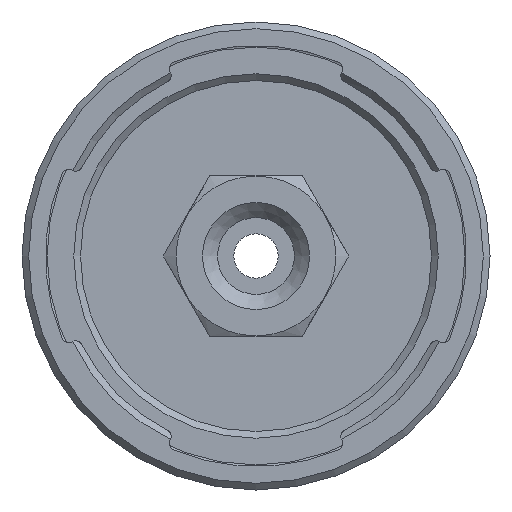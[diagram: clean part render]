
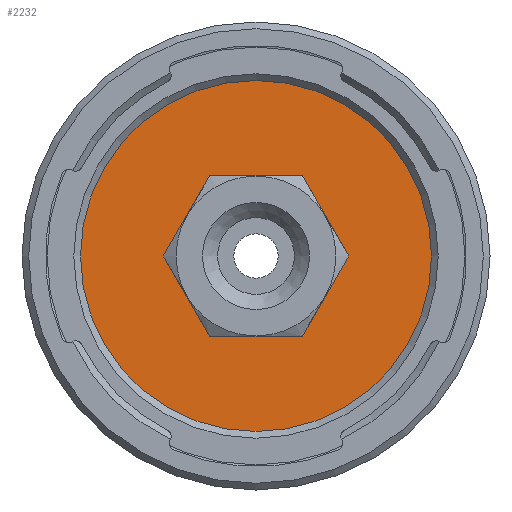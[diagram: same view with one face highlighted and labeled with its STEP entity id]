
A CAD part, left-side view. The second image highlights one B-rep face of the part: STEP entity #2232.
In plain terms, the highlighted planar face has unit normal (-1, 0, 0).
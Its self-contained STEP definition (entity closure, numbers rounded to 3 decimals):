
#1978=CARTESIAN_POINT('',(9.0,26.25,0.0));
#1979=VERTEX_POINT('',#1978);
#1980=CARTESIAN_POINT('',(9.0,0.0,0.0));
#1981=DIRECTION('',(1.0,0.0,0.0));
#1982=DIRECTION('',(0.0,1.0,0.0));
#1983=AXIS2_PLACEMENT_3D('',#1980,#1981,#1982);
#1984=CIRCLE('',#1983,26.25);
#1985=EDGE_CURVE('',#1979,#1979,#1984,.T.);
#2008=CARTESIAN_POINT('',(9.0,-6.928,12.));
#2009=VERTEX_POINT('',#2008);
#2016=CARTESIAN_POINT('',(9.0,6.928,12.));
#2017=VERTEX_POINT('',#2016);
#2018=CARTESIAN_POINT('',(9.0,6.928,12.));
#2019=DIRECTION('',(0.0,-1.0,0.0));
#2020=VECTOR('',#2019,13.856);
#2021=LINE('',#2018,#2020);
#2022=EDGE_CURVE('',#2017,#2009,#2021,.T.);
#2047=CARTESIAN_POINT('',(9.0,13.856,0.));
#2048=VERTEX_POINT('',#2047);
#2049=CARTESIAN_POINT('',(9.0,13.856,0.));
#2050=DIRECTION('',(0.0,-0.5,0.866));
#2051=VECTOR('',#2050,13.856);
#2052=LINE('',#2049,#2051);
#2053=EDGE_CURVE('',#2048,#2017,#2052,.T.);
#2078=CARTESIAN_POINT('',(9.0,6.928,-12.));
#2079=VERTEX_POINT('',#2078);
#2080=CARTESIAN_POINT('',(9.0,6.928,-12.));
#2081=DIRECTION('',(0.0,0.5,0.866));
#2082=VECTOR('',#2081,13.856);
#2083=LINE('',#2080,#2082);
#2084=EDGE_CURVE('',#2079,#2048,#2083,.T.);
#2109=CARTESIAN_POINT('',(9.0,-6.928,-12.));
#2110=VERTEX_POINT('',#2109);
#2111=CARTESIAN_POINT('',(9.0,-6.928,-12.));
#2112=DIRECTION('',(0.0,1.0,0.0));
#2113=VECTOR('',#2112,13.856);
#2114=LINE('',#2111,#2113);
#2115=EDGE_CURVE('',#2110,#2079,#2114,.T.);
#2140=CARTESIAN_POINT('',(9.0,-13.856,0.));
#2141=VERTEX_POINT('',#2140);
#2142=CARTESIAN_POINT('',(9.0,-13.856,0.));
#2143=DIRECTION('',(0.0,0.5,-0.866));
#2144=VECTOR('',#2143,13.856);
#2145=LINE('',#2142,#2144);
#2146=EDGE_CURVE('',#2141,#2110,#2145,.T.);
#2169=CARTESIAN_POINT('',(9.0,-6.928,12.));
#2170=DIRECTION('',(0.0,-0.5,-0.866));
#2171=VECTOR('',#2170,13.856);
#2172=LINE('',#2169,#2171);
#2173=EDGE_CURVE('',#2009,#2141,#2172,.T.);
#2216=CARTESIAN_POINT('',(9.0,18.625,0.0));
#2217=DIRECTION('',(-1.0,0.0,0.0));
#2218=DIRECTION('',(0.0,0.0,1.0));
#2219=AXIS2_PLACEMENT_3D('',#2216,#2217,#2218);
#2220=PLANE('',#2219);
#2221=ORIENTED_EDGE('',*,*,#1985,.F.);
#2222=EDGE_LOOP('',(#2221));
#2223=FACE_OUTER_BOUND('',#2222,.T.);
#2224=ORIENTED_EDGE('',*,*,#2022,.T.);
#2225=ORIENTED_EDGE('',*,*,#2173,.T.);
#2226=ORIENTED_EDGE('',*,*,#2146,.T.);
#2227=ORIENTED_EDGE('',*,*,#2115,.T.);
#2228=ORIENTED_EDGE('',*,*,#2084,.T.);
#2229=ORIENTED_EDGE('',*,*,#2053,.T.);
#2230=EDGE_LOOP('',(#2224,#2225,#2226,#2227,#2228,#2229));
#2231=FACE_BOUND('',#2230,.T.);
#2232=ADVANCED_FACE('',(#2223,#2231),#2220,.T.);
